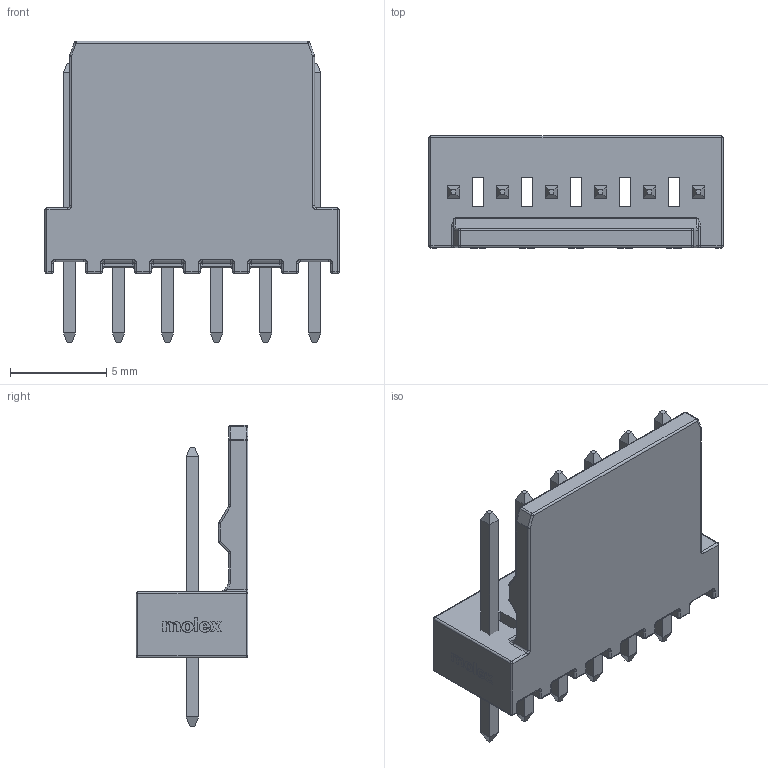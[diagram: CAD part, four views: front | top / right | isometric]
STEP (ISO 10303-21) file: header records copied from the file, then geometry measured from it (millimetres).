
FILE_DESCRIPTION(/* description */ (''),/* implementation_level */ '2;1');
FILE_NAME(/* name */ '22-27-2061.stp',/* time_stamp */ '2021-05-07T16:26:16+03:00',/* author */ ('thall'),/* organization */ (''),/* preprocessor_version */ 'ST-DEVELOPER v18.1',/* originating_system */ 'Autodesk Inventor 2021',/* authorisation */ '');
FILE_SCHEMA (('AUTOMOTIVE_DESIGN { 1 0 10303 214 3 1 1 }'));
Length unit declared in the file: millimetre
Products named in the file (5): 22-27-2061; Plastic; Pins; Marking; Logo
Assembly tree (4 placements, depth 2):
  22-27-2061
    Plastic
    Pins
    Marking
    Logo
Bounding box: 15.24 x 5.8 x 15.61 mm (x, y, z)
Volume: 408.7 mm3; surface area: 866.1 mm2
Topology: 13 solids, 13 shells, 651 faces, 1473 edges, 846 vertices
Faces by surface type: plane 232, cylinder 211, sphere 76, bspline 68, torus 64
Full cylindrical faces by diameter (mm): 1 x1
Entity records: 18431 total; most frequent: CARTESIAN_POINT 3793, DIRECTION 3083, ORIENTED_EDGE 2942, EDGE_CURVE 1471, AXIS2_PLACEMENT_3D 1118, LINE 847, VECTOR 847, VERTEX_POINT 846
